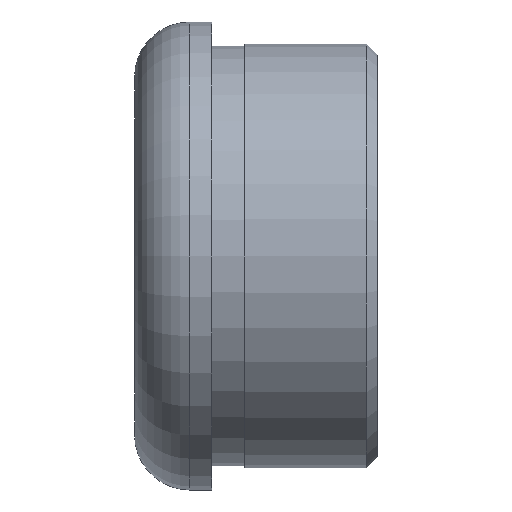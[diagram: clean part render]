
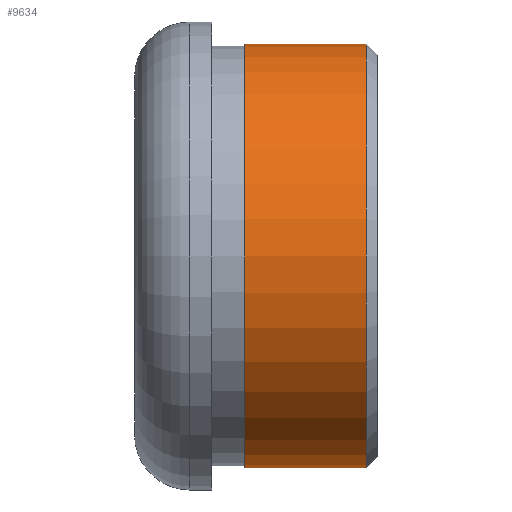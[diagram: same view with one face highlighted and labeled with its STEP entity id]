
A CAD part, left-side view. The second image highlights one B-rep face of the part: STEP entity #9634.
In plain terms, the highlighted cylindrical face has radius 19.2 mm (diameter 38.4 mm), a partial arc.
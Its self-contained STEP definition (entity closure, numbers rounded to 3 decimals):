
#1522 = LINE ( 'NONE', #1741, #2344 ) ;
#1584 = CARTESIAN_POINT ( 'NONE',  ( 0., 12., 0. ) ) ;
#1741 = CARTESIAN_POINT ( 'NONE',  ( 0., 20.2, 19.2 ) ) ;
#1813 = ORIENTED_EDGE ( 'NONE', *, *, #9927, .F. ) ;
#2259 = VERTEX_POINT ( 'NONE', #10046 ) ;
#2344 = VECTOR ( 'NONE', #9148, 1000. ) ;
#2638 = DIRECTION ( 'NONE',  ( 0., 0., -1. ) ) ;
#2732 = EDGE_CURVE ( 'NONE', #8460, #2259, #12533, .T. ) ;
#2812 = CARTESIAN_POINT ( 'NONE',  ( 0., 20.2, -19.2 ) ) ;
#3552 = CIRCLE ( 'NONE', #6321, 19.2 ) ;
#4157 = VERTEX_POINT ( 'NONE', #10795 ) ;
#4776 = DIRECTION ( 'NONE',  ( 0., -1., 0. ) ) ;
#5299 = DIRECTION ( 'NONE',  ( 0., 0., -1. ) ) ;
#5931 = EDGE_CURVE ( 'NONE', #4157, #11487, #3552, .T. ) ;
#6321 = AXIS2_PLACEMENT_3D ( 'NONE', #1584, #4776, #12206 ) ;
#7285 = ORIENTED_EDGE ( 'NONE', *, *, #2732, .T. ) ;
#7334 = DIRECTION ( 'NONE',  ( 0., 1., 0. ) ) ;
#8160 = EDGE_LOOP ( 'NONE', ( #1813, #12522, #13501, #7285 ) ) ;
#8460 = VERTEX_POINT ( 'NONE', #9535 ) ;
#8980 = DIRECTION ( 'NONE',  ( 0., -1., 0. ) ) ;
#9146 = FACE_OUTER_BOUND ( 'NONE', #8160, .T. ) ;
#9148 = DIRECTION ( 'NONE',  ( 0., -1., 0. ) ) ;
#9464 = CYLINDRICAL_SURFACE ( 'NONE', #13719, 19.2 ) ;
#9492 = CARTESIAN_POINT ( 'NONE',  ( 0., 1., 0. ) ) ;
#9535 = CARTESIAN_POINT ( 'NONE',  ( 0., 1., -19.2 ) ) ;
#9634 = ADVANCED_FACE ( 'NONE', ( #9146 ), #9464, .T. ) ;
#9774 = CARTESIAN_POINT ( 'NONE',  ( 0., 12., -19.2 ) ) ;
#9927 = EDGE_CURVE ( 'NONE', #4157, #2259, #1522, .T. ) ;
#10046 = CARTESIAN_POINT ( 'NONE',  ( 0., 1., 19.2 ) ) ;
#10067 = AXIS2_PLACEMENT_3D ( 'NONE', #9492, #7334, #5299 ) ;
#10076 = DIRECTION ( 'NONE',  ( 0., -1., 0. ) ) ;
#10795 = CARTESIAN_POINT ( 'NONE',  ( 0., 12., 19.2 ) ) ;
#11436 = VECTOR ( 'NONE', #8980, 1000. ) ;
#11487 = VERTEX_POINT ( 'NONE', #9774 ) ;
#12092 = LINE ( 'NONE', #2812, #11436 ) ;
#12206 = DIRECTION ( 'NONE',  ( 0., 0., -1. ) ) ;
#12522 = ORIENTED_EDGE ( 'NONE', *, *, #5931, .T. ) ;
#12533 = CIRCLE ( 'NONE', #10067, 19.2 ) ;
#13187 = CARTESIAN_POINT ( 'NONE',  ( 0., 20.2, 0. ) ) ;
#13294 = EDGE_CURVE ( 'NONE', #11487, #8460, #12092, .T. ) ;
#13501 = ORIENTED_EDGE ( 'NONE', *, *, #13294, .T. ) ;
#13719 = AXIS2_PLACEMENT_3D ( 'NONE', #13187, #10076, #2638 ) ;
